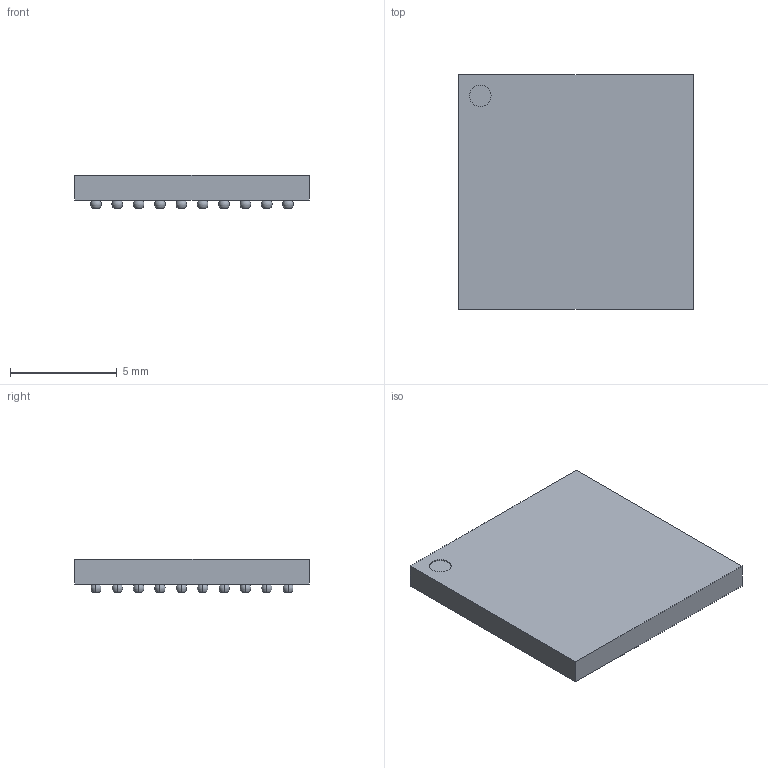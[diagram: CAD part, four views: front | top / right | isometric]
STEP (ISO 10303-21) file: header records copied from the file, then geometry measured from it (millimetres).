
FILE_DESCRIPTION((''),'2;1');
FILE_NAME('BGA100C100P10X10_1100X1100X155.stp','2011-06-15T13:52:19',(''),(''),'Mechanical Desktop 2011','Mechanical Desktop 2011',', , ');
FILE_SCHEMA(('AUTOMOTIVE_DESIGN { 1 2 10303 214 1 1 1 1 }'));
Length unit declared in the file: millimetre
Products named in the file (1): Product
Bounding box: 11 x 11 x 1.55 mm (x, y, z)
Volume: 145.3 mm3; surface area: 369.7 mm2
Topology: 101 solids, 101 shells, 409 faces, 818 edges, 612 vertices
Faces by surface type: plane 207, sphere 200, cylinder 2
Entity records: 11388 total; most frequent: DIRECTION 2442, CARTESIAN_POINT 1840, ORIENTED_EDGE 1636, AXIS2_PLACEMENT_3D 1214, EDGE_CURVE 818, CIRCLE 804, VERTEX_POINT 612, EDGE_LOOP 410
